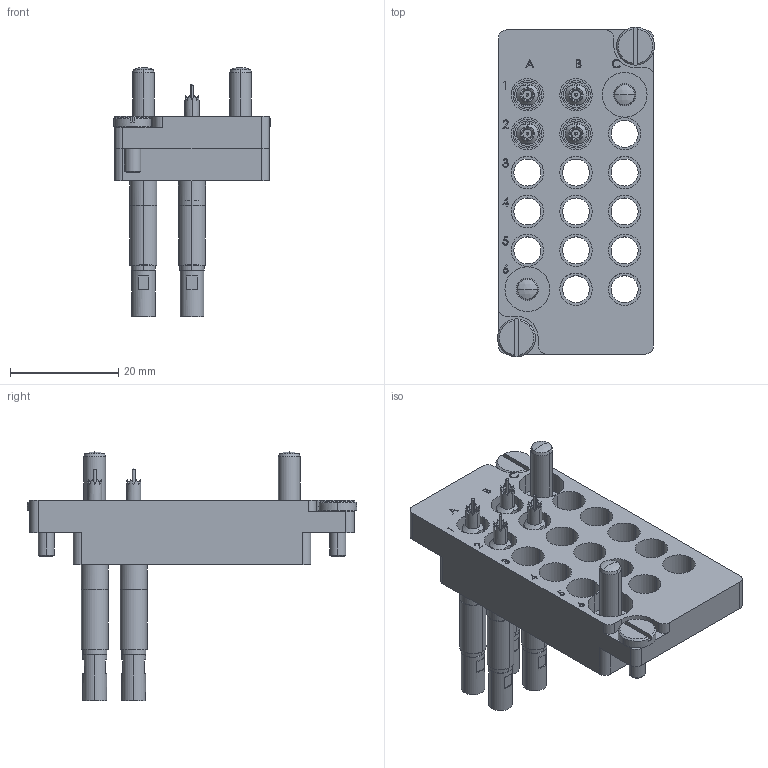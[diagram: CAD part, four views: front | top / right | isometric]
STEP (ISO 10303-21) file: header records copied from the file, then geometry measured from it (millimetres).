
FILE_DESCRIPTION (( 'STEP AP214' ), '1' );
FILE_NAME ('INGUN_38138.STEP', '2023-01-16T14:22:00', ( '' ), ( '' ), 'SwSTEP 2.0', 'SolidWorks 2021', '' );
FILE_SCHEMA (( 'AUTOMOTIVE_DESIGN' ));
Length unit declared in the file: millimetre
Products named in the file (8): 34569~4; DIN6325~n_04,0m6x020; 34569~4_S; INGUN_38138; INFO_4621~0_SBP-T_Kontaktierung-Seite<S>; HFS-810-0018__ADA~hfs_S; KS-810-Master__ADA~ks_KS-810 R; DIN923~n_M03x04-A2
Assembly tree (15 placements, depth 3):
  INGUN_38138
    34569~4_S
      34569~4
      INFO_4621~0_SBP-T_Kontaktierung-Seite<S>
    DIN923~n_M03x04-A2  x2
    KS-810-Master__ADA~ks_KS-810 R  x4
    HFS-810-0018__ADA~hfs_S  x4
    DIN6325~n_04,0m6x020  x2
Bounding box: 29 x 61 x 46.1 mm (x, y, z)
Volume: 15731.7 mm3; surface area: 14759.7 mm2
Topology: 30 solids, 34 shells, 2178 faces, 5162 edges, 3114 vertices
Faces by surface type: plane 1579, cylinder 466, cone 66, bspline 55, sphere 12
Entity records: 25654 total; most frequent: CARTESIAN_POINT 7322, DIRECTION 3754, ORIENTED_EDGE 3658, EDGE_CURVE 1829, AXIS2_PLACEMENT_3D 1353, VERTEX_POINT 1135, VECTOR 1048, LINE 1048
